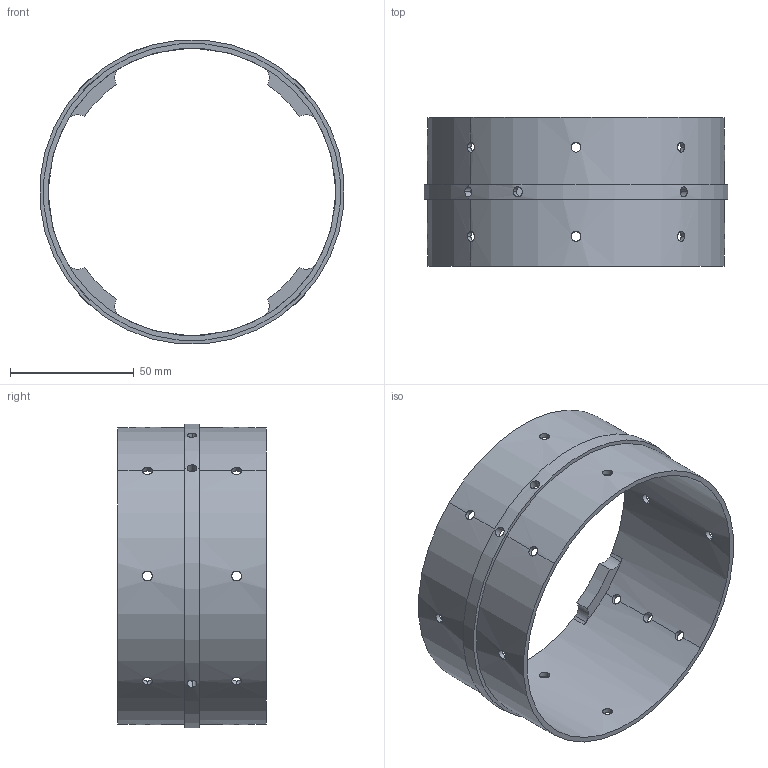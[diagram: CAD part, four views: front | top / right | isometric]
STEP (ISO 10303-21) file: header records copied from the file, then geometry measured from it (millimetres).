
FILE_DESCRIPTION(/* description */ ('VariCAD 2023-1.05 AP-214'),/* implementation_level */ '2;1');
FILE_NAME(/* name */ 'A5_Fincan_Coupler.stp',/* time_stamp */ '2024-10-17T23:12:03+03:00',/* author */ (''),/* organization */ (''),/* preprocessor_version */ 'VariCAD 2023-1.05',/* originating_system */ 'VariCAD 2023-1.05; kernel version (20180118)',/* authorisation */ '');
FILE_SCHEMA(('AUTOMOTIVE_DESIGN'));
Length unit declared in the file: millimetre
Products named in the file (2): A5_Fincan_Coupler
Assembly tree (1 placements, depth 2):
  A5_Fincan_Coupler
    A5_Fincan_Coupler
Bounding box: 122.53 x 60 x 122.53 mm (x, y, z)
Volume: 49918.7 mm3; surface area: 48221 mm2
Topology: 1 solids, 1 shells, 73 faces, 243 edges, 162 vertices
Faces by surface type: cylinder 65, plane 8
Entity records: 3741 total; most frequent: CARTESIAN_POINT 1646, ORIENTED_EDGE 486, DIRECTION 343, EDGE_CURVE 243, VERTEX_POINT 162, AXIS2_PLACEMENT_3D 131, B_SPLINE_CURVE_WITH_KNOTS 108, EDGE_LOOP 107
